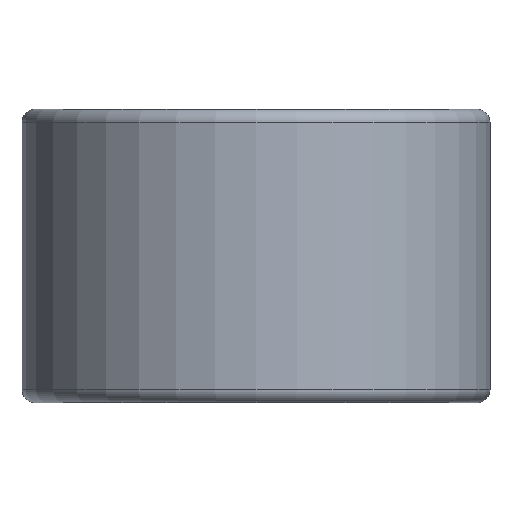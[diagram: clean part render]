
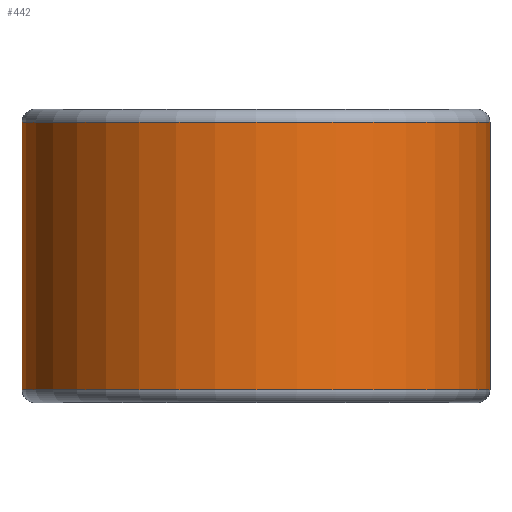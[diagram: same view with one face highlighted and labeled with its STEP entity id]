
A CAD part, front view. The second image highlights one B-rep face of the part: STEP entity #442.
In plain terms, the highlighted cylindrical face has radius 13.881 mm (diameter 27.762 mm), a partial arc.
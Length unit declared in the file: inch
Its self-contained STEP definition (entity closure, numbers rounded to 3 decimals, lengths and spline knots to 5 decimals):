
#119 = CIRCLE ( 'NONE', #1186, 0.5465 ) ;
#132 = CARTESIAN_POINT ( 'NONE',  ( -0.078, -1.406, 0.3125 ) ) ;
#178 = CARTESIAN_POINT ( 'NONE',  ( 0.4685, -1.406, 0.3125 ) ) ;
#189 = VERTEX_POINT ( 'NONE', #628 ) ;
#245 = DIRECTION ( 'NONE',  ( 0., 0., 1. ) ) ;
#305 = CARTESIAN_POINT ( 'NONE',  ( -0.078, -1.406, 0.3125 ) ) ;
#320 = CARTESIAN_POINT ( 'NONE',  ( 0.4685, -1.406, 0. ) ) ;
#388 = DIRECTION ( 'NONE',  ( 1., 0., 0. ) ) ;
#420 = ORIENTED_EDGE ( 'NONE', *, *, #2208, .F. ) ;
#442 = ADVANCED_FACE ( 'NONE', ( #2484 ), #2168, .T. ) ;
#452 = VERTEX_POINT ( 'NONE', #132 ) ;
#517 = VECTOR ( 'NONE', #245, 39.37008 ) ;
#628 = CARTESIAN_POINT ( 'NONE',  ( -0.078, -1.406, -0.3125 ) ) ;
#648 = EDGE_CURVE ( 'NONE', #189, #671, #923, .T. ) ;
#671 = VERTEX_POINT ( 'NONE', #1859 ) ;
#729 = ORIENTED_EDGE ( 'NONE', *, *, #2647, .T. ) ;
#752 = VECTOR ( 'NONE', #1351, 39.37008 ) ;
#797 = EDGE_LOOP ( 'NONE', ( #1181, #729, #420, #2156 ) ) ;
#923 = CIRCLE ( 'NONE', #1169, 0.5465 ) ;
#969 = DIRECTION ( 'NONE',  ( 1., 0., 0. ) ) ;
#1017 = EDGE_CURVE ( 'NONE', #452, #189, #1304, .T. ) ;
#1169 = AXIS2_PLACEMENT_3D ( 'NONE', #1249, #2657, #1450 ) ;
#1181 = ORIENTED_EDGE ( 'NONE', *, *, #648, .T. ) ;
#1186 = AXIS2_PLACEMENT_3D ( 'NONE', #178, #1648, #388 ) ;
#1249 = CARTESIAN_POINT ( 'NONE',  ( 0.4685, -1.406, -0.3125 ) ) ;
#1304 = LINE ( 'NONE', #305, #752 ) ;
#1350 = VERTEX_POINT ( 'NONE', #2514 ) ;
#1351 = DIRECTION ( 'NONE',  ( 0., 0., -1. ) ) ;
#1358 = AXIS2_PLACEMENT_3D ( 'NONE', #320, #1386, #969 ) ;
#1386 = DIRECTION ( 'NONE',  ( 0., 0., 1. ) ) ;
#1450 = DIRECTION ( 'NONE',  ( 1., 0., 0. ) ) ;
#1648 = DIRECTION ( 'NONE',  ( 0., 0., 1. ) ) ;
#1859 = CARTESIAN_POINT ( 'NONE',  ( 1.015, -1.406, -0.3125 ) ) ;
#2088 = CARTESIAN_POINT ( 'NONE',  ( 1.015, -1.406, 0. ) ) ;
#2142 = LINE ( 'NONE', #2088, #517 ) ;
#2156 = ORIENTED_EDGE ( 'NONE', *, *, #1017, .T. ) ;
#2168 = CYLINDRICAL_SURFACE ( 'NONE', #1358, 0.5465 ) ;
#2208 = EDGE_CURVE ( 'NONE', #452, #1350, #119, .T. ) ;
#2484 = FACE_OUTER_BOUND ( 'NONE', #797, .T. ) ;
#2514 = CARTESIAN_POINT ( 'NONE',  ( 1.015, -1.406, 0.3125 ) ) ;
#2647 = EDGE_CURVE ( 'NONE', #671, #1350, #2142, .T. ) ;
#2657 = DIRECTION ( 'NONE',  ( 0., 0., 1. ) ) ;
